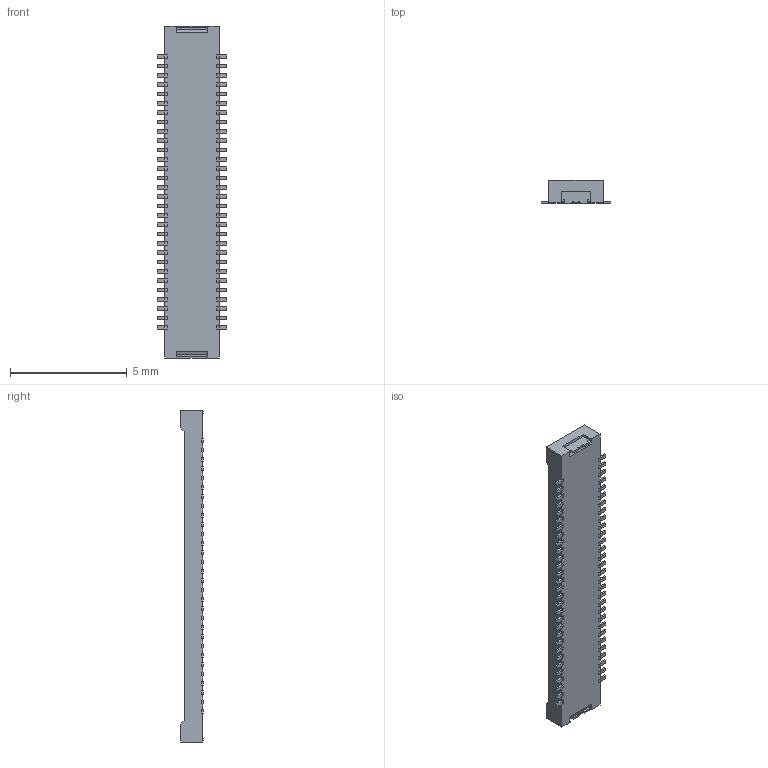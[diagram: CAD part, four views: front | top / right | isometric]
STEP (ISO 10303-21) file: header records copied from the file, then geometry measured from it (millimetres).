
FILE_DESCRIPTION(('CoCreate Modeling STEP Export'),'2;1');
FILE_NAME('DF37B-60DS-0.4V.stp','2011-02-22T 9:52:51',(''),(''),'CoCreate Modeling STEP processor for AP214 (Solid Model)','CoCreate Modeling 17.0 01-Apr-2010 (C) Parametric Technology GmbH','');
FILE_SCHEMA(('AUTOMOTIVE_DESIGN { 1 0 10303 214 1 1 1 1 }'));
Products named in the file (1): DF37B-60DS
Bounding box: 2.98 x 0.98 x 14.22 mm (x, y, z)
Volume: 20.9 mm3; surface area: 137.9 mm2
Topology: 1 solids, 1 shells, 4108 faces, 11046 edges, 7000 vertices
Faces by surface type: plane 2806, cylinder 732, cone 240, torus 210, bspline 120
Entity records: 128058 total; most frequent: CARTESIAN_POINT 34453, ORIENTED_EDGE 22092, DIRECTION 15956, EDGE_CURVE 11046, VECTOR 7270, LINE 7270, VERTEX_POINT 7000, AXIS2_PLACEMENT_3D 4343
